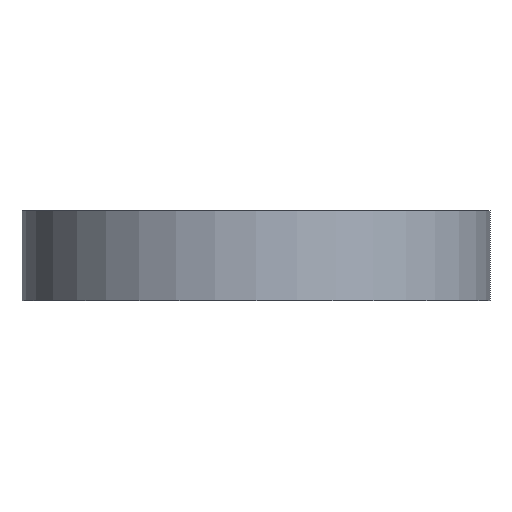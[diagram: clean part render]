
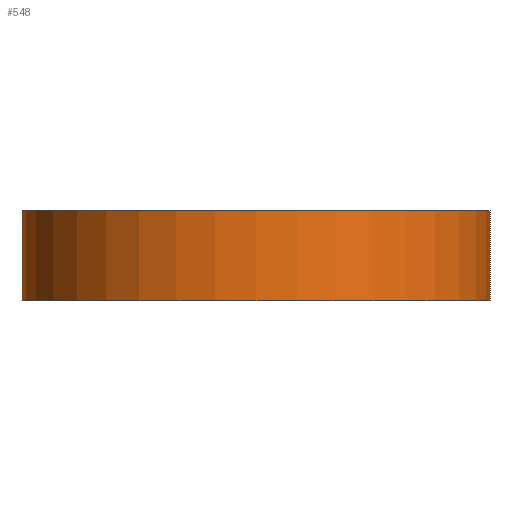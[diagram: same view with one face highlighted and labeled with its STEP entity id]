
A CAD part, front view. The second image highlights one B-rep face of the part: STEP entity #548.
In plain terms, the highlighted cylindrical face has radius 4.128 mm (diameter 8.255 mm), a partial arc.
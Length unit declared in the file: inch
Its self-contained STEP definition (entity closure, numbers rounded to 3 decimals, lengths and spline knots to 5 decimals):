
#5 = DIRECTION ( 'NONE',  ( 1., 0., 0. ) ) ;
#6 = FACE_OUTER_BOUND ( 'NONE', #290, .T. ) ;
#27 = LINE ( 'NONE', #196, #393 ) ;
#33 = EDGE_CURVE ( 'NONE', #176, #405, #27, .T. ) ;
#58 = CYLINDRICAL_SURFACE ( 'NONE', #166, 0.1625 ) ;
#69 = LINE ( 'NONE', #664, #702 ) ;
#103 = CARTESIAN_POINT ( 'NONE',  ( 0., 0., 0.0625 ) ) ;
#127 = CARTESIAN_POINT ( 'NONE',  ( 0., 0., 0. ) ) ;
#166 = AXIS2_PLACEMENT_3D ( 'NONE', #390, #232, #289 ) ;
#176 = VERTEX_POINT ( 'NONE', #722 ) ;
#196 = CARTESIAN_POINT ( 'NONE',  ( -0.1625, 0., 0.0625 ) ) ;
#209 = CIRCLE ( 'NONE', #639, 0.1625 ) ;
#232 = DIRECTION ( 'NONE',  ( 0., 0., -1. ) ) ;
#253 = VERTEX_POINT ( 'NONE', #649 ) ;
#289 = DIRECTION ( 'NONE',  ( -1., 0., 0. ) ) ;
#290 = EDGE_LOOP ( 'NONE', ( #690, #437, #433, #315 ) ) ;
#296 = DIRECTION ( 'NONE',  ( 0., 0., -1. ) ) ;
#315 = ORIENTED_EDGE ( 'NONE', *, *, #450, .T. ) ;
#332 = DIRECTION ( 'NONE',  ( 1., 0., 0. ) ) ;
#390 = CARTESIAN_POINT ( 'NONE',  ( 0., 0., 0.0625 ) ) ;
#393 = VECTOR ( 'NONE', #296, 39.37008 ) ;
#404 = DIRECTION ( 'NONE',  ( 0., 0., -1. ) ) ;
#405 = VERTEX_POINT ( 'NONE', #474 ) ;
#433 = ORIENTED_EDGE ( 'NONE', *, *, #33, .T. ) ;
#437 = ORIENTED_EDGE ( 'NONE', *, *, #535, .F. ) ;
#450 = EDGE_CURVE ( 'NONE', #405, #253, #209, .T. ) ;
#471 = AXIS2_PLACEMENT_3D ( 'NONE', #103, #584, #332 ) ;
#474 = CARTESIAN_POINT ( 'NONE',  ( -0.1625, 0., 0. ) ) ;
#509 = VERTEX_POINT ( 'NONE', #599 ) ;
#535 = EDGE_CURVE ( 'NONE', #176, #509, #707, .T. ) ;
#548 = ADVANCED_FACE ( 'NONE', ( #6 ), #58, .T. ) ;
#584 = DIRECTION ( 'NONE',  ( 0., 0., 1. ) ) ;
#591 = DIRECTION ( 'NONE',  ( 0., 0., 1. ) ) ;
#599 = CARTESIAN_POINT ( 'NONE',  ( 0.1625, 0., 0.0625 ) ) ;
#602 = EDGE_CURVE ( 'NONE', #509, #253, #69, .T. ) ;
#639 = AXIS2_PLACEMENT_3D ( 'NONE', #127, #591, #5 ) ;
#649 = CARTESIAN_POINT ( 'NONE',  ( 0.1625, 0., 0. ) ) ;
#664 = CARTESIAN_POINT ( 'NONE',  ( 0.1625, 0., 0.0625 ) ) ;
#690 = ORIENTED_EDGE ( 'NONE', *, *, #602, .F. ) ;
#702 = VECTOR ( 'NONE', #404, 39.37008 ) ;
#707 = CIRCLE ( 'NONE', #471, 0.1625 ) ;
#722 = CARTESIAN_POINT ( 'NONE',  ( -0.1625, 0., 0.0625 ) ) ;
